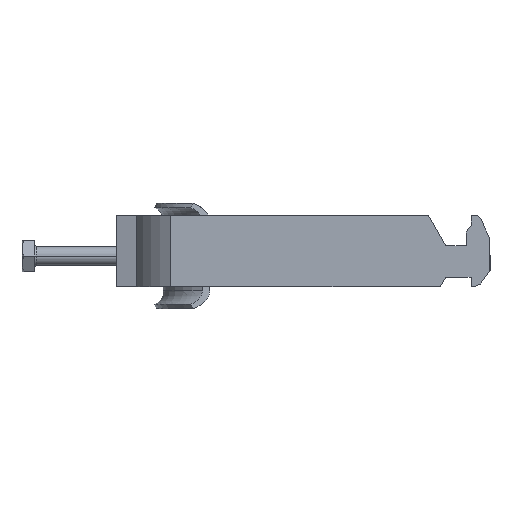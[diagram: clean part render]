
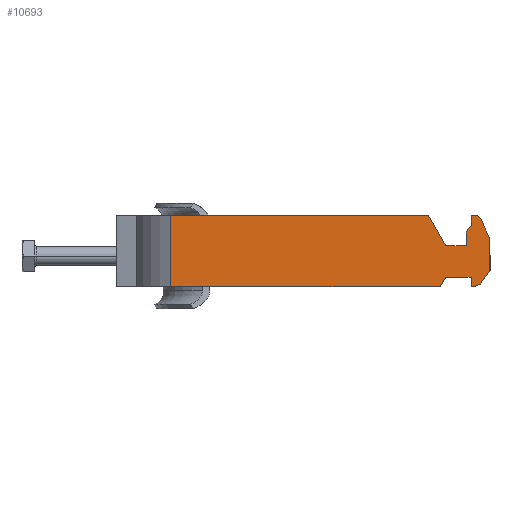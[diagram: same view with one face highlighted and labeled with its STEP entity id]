
A CAD part, left-side view. The second image highlights one B-rep face of the part: STEP entity #10693.
In plain terms, the highlighted planar face has unit normal (-1, 0, 0).
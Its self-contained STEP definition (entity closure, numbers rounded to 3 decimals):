
#46 = LINE ( 'NONE', #7419, #4250 ) ;
#263 = CARTESIAN_POINT ( 'NONE',  ( -22.5, -155., -8.25 ) ) ;
#623 = LINE ( 'NONE', #8068, #2423 ) ;
#780 = LINE ( 'NONE', #7477, #6802 ) ;
#872 = CARTESIAN_POINT ( 'NONE',  ( -22.5, -118., -6.075 ) ) ;
#999 = DIRECTION ( 'NONE',  ( 0., 1., 0. ) ) ;
#1011 = DIRECTION ( 'NONE',  ( 0., -0.574, 0.819 ) ) ;
#1121 = LINE ( 'NONE', #1921, #8944 ) ;
#1401 = VERTEX_POINT ( 'NONE', #10015 ) ;
#1417 = PLANE ( 'NONE',  #7171 ) ;
#1437 = LINE ( 'NONE', #6930, #1941 ) ;
#1510 = VERTEX_POINT ( 'NONE', #3219 ) ;
#1585 = VERTEX_POINT ( 'NONE', #3461 ) ;
#1662 = CARTESIAN_POINT ( 'NONE',  ( -22.5, -115., -10.36 ) ) ;
#1921 = CARTESIAN_POINT ( 'NONE',  ( -22.5, -155., -11.25 ) ) ;
#1941 = VECTOR ( 'NONE', #4247, 1000. ) ;
#1952 = EDGE_CURVE ( 'NONE', #9929, #11775, #4003, .T. ) ;
#1956 = VECTOR ( 'NONE', #3665, 1000. ) ;
#2025 = LINE ( 'NONE', #5754, #5529 ) ;
#2197 = EDGE_CURVE ( 'NONE', #11775, #4921, #9367, .T. ) ;
#2234 = VERTEX_POINT ( 'NONE', #5823 ) ;
#2379 = CARTESIAN_POINT ( 'NONE',  ( -22.5, -17., 11.25 ) ) ;
#2383 = ORIENTED_EDGE ( 'NONE', *, *, #9323, .F. ) ;
#2384 = VECTOR ( 'NONE', #9308, 1000. ) ;
#2423 = VECTOR ( 'NONE', #5323, 1000. ) ;
#2433 = CARTESIAN_POINT ( 'NONE',  ( -22.5, -110.5, 1.75 ) ) ;
#2454 = CARTESIAN_POINT ( 'NONE',  ( -22.5, -155., 11.25 ) ) ;
#2619 = EDGE_CURVE ( 'NONE', #10646, #6699, #9410, .T. ) ;
#2850 = ORIENTED_EDGE ( 'NONE', *, *, #5937, .F. ) ;
#2852 = DIRECTION ( 'NONE',  ( 0., -0.766, -0.643 ) ) ;
#2935 = DIRECTION ( 'NONE',  ( 0., 1., 0. ) ) ;
#3006 = EDGE_CURVE ( 'NONE', #4416, #3056, #4188, .T. ) ;
#3056 = VERTEX_POINT ( 'NONE', #6128 ) ;
#3198 = VECTOR ( 'NONE', #1011, 1000. ) ;
#3219 = CARTESIAN_POINT ( 'NONE',  ( -22.5, -112., 8.25 ) ) ;
#3315 = CARTESIAN_POINT ( 'NONE',  ( -22.5, -17., 11.25 ) ) ;
#3412 = VERTEX_POINT ( 'NONE', #3871 ) ;
#3461 = CARTESIAN_POINT ( 'NONE',  ( -22.5, -112., 11.25 ) ) ;
#3599 = CARTESIAN_POINT ( 'NONE',  ( -22.5, -112., -11.25 ) ) ;
#3665 = DIRECTION ( 'NONE',  ( 0., 0., -1. ) ) ;
#3681 = ORIENTED_EDGE ( 'NONE', *, *, #6873, .F. ) ;
#3707 = EDGE_CURVE ( 'NONE', #9086, #2234, #2025, .T. ) ;
#3820 = CARTESIAN_POINT ( 'NONE',  ( -22.5, -127.556, 30.466 ) ) ;
#3871 = CARTESIAN_POINT ( 'NONE',  ( -22.5, -104., 1.75 ) ) ;
#3873 = CARTESIAN_POINT ( 'NONE',  ( -22.5, -114., 11.25 ) ) ;
#3987 = VECTOR ( 'NONE', #5139, 1000. ) ;
#4003 = LINE ( 'NONE', #7708, #11935 ) ;
#4086 = VECTOR ( 'NONE', #11105, 1000. ) ;
#4188 = LINE ( 'NONE', #8762, #7010 ) ;
#4220 = DIRECTION ( 'NONE',  ( 0., 0.914, -0.407 ) ) ;
#4247 = DIRECTION ( 'NONE',  ( 0., -0.5, -0.866 ) ) ;
#4250 = VECTOR ( 'NONE', #10053, 1000. ) ;
#4262 = LINE ( 'NONE', #9935, #2384 ) ;
#4370 = CARTESIAN_POINT ( 'NONE',  ( -22.5, -121.334, -3.739 ) ) ;
#4415 = EDGE_CURVE ( 'NONE', #4921, #9086, #4262, .T. ) ;
#4416 = VERTEX_POINT ( 'NONE', #2433 ) ;
#4449 = VECTOR ( 'NONE', #4220, 1000. ) ;
#4563 = CARTESIAN_POINT ( 'NONE',  ( -22.5, -155., 1.75 ) ) ;
#4651 = ORIENTED_EDGE ( 'NONE', *, *, #9952, .F. ) ;
#4678 = LINE ( 'NONE', #3820, #3198 ) ;
#4921 = VERTEX_POINT ( 'NONE', #9826 ) ;
#5028 = ORIENTED_EDGE ( 'NONE', *, *, #8699, .T. ) ;
#5139 = DIRECTION ( 'NONE',  ( 0., 0., 1. ) ) ;
#5283 = LINE ( 'NONE', #4370, #8761 ) ;
#5323 = DIRECTION ( 'NONE',  ( 0., 0., 1. ) ) ;
#5505 = VERTEX_POINT ( 'NONE', #8788 ) ;
#5529 = VECTOR ( 'NONE', #7560, 1000. ) ;
#5706 = DIRECTION ( 'NONE',  ( 0., 1., 0. ) ) ;
#5754 = CARTESIAN_POINT ( 'NONE',  ( -22.5, -155., -11.25 ) ) ;
#5823 = CARTESIAN_POINT ( 'NONE',  ( -22.5, -17., -11.25 ) ) ;
#5937 = EDGE_CURVE ( 'NONE', #3412, #4416, #8095, .T. ) ;
#6066 = EDGE_CURVE ( 'NONE', #3056, #1510, #4678, .T. ) ;
#6128 = CARTESIAN_POINT ( 'NONE',  ( -22.5, -110.5, 6.108 ) ) ;
#6156 = ORIENTED_EDGE ( 'NONE', *, *, #9908, .F. ) ;
#6215 = VECTOR ( 'NONE', #2935, 1000. ) ;
#6367 = ORIENTED_EDGE ( 'NONE', *, *, #1952, .F. ) ;
#6510 = CARTESIAN_POINT ( 'NONE',  ( -22.5, -138.313, 22.935 ) ) ;
#6659 = ORIENTED_EDGE ( 'NONE', *, *, #3006, .F. ) ;
#6699 = VERTEX_POINT ( 'NONE', #2379 ) ;
#6802 = VECTOR ( 'NONE', #2852, 1000. ) ;
#6830 = EDGE_CURVE ( 'NONE', #1510, #1585, #623, .T. ) ;
#6873 = EDGE_CURVE ( 'NONE', #2234, #6699, #9054, .T. ) ;
#6930 = CARTESIAN_POINT ( 'NONE',  ( -22.5, -112.636, -13.209 ) ) ;
#6960 = EDGE_LOOP ( 'NONE', ( #11244, #11143, #6367, #2383, #10989, #6156, #9756, #7648, #4651, #5028, #10525, #8394, #6659, #2850, #11075, #7484, #3681, #11620 ) ) ;
#7010 = VECTOR ( 'NONE', #7045, 1000. ) ;
#7045 = DIRECTION ( 'NONE',  ( 0., 0., 1. ) ) ;
#7074 = CARTESIAN_POINT ( 'NONE',  ( -22.5, -156.412, 8.078 ) ) ;
#7086 = DIRECTION ( 'NONE',  ( 1., 0., 0. ) ) ;
#7171 = AXIS2_PLACEMENT_3D ( 'NONE', #2454, #7086, #7938 ) ;
#7419 = CARTESIAN_POINT ( 'NONE',  ( -22.5, -155., 11.25 ) ) ;
#7477 = CARTESIAN_POINT ( 'NONE',  ( -22.5, -138.06, -8.939 ) ) ;
#7484 = ORIENTED_EDGE ( 'NONE', *, *, #2619, .T. ) ;
#7560 = DIRECTION ( 'NONE',  ( 0., 1., 0. ) ) ;
#7648 = ORIENTED_EDGE ( 'NONE', *, *, #10172, .F. ) ;
#7708 = CARTESIAN_POINT ( 'NONE',  ( -22.5, -112., 11.25 ) ) ;
#7898 = DIRECTION ( 'NONE',  ( 0., -0.407, -0.914 ) ) ;
#7938 = DIRECTION ( 'NONE',  ( 0., 1., 0. ) ) ;
#8056 = LINE ( 'NONE', #7074, #4449 ) ;
#8059 = VECTOR ( 'NONE', #10973, 1000. ) ;
#8068 = CARTESIAN_POINT ( 'NONE',  ( -22.5, -112., 11.25 ) ) ;
#8095 = LINE ( 'NONE', #4563, #8059 ) ;
#8319 = EDGE_CURVE ( 'NONE', #10627, #1401, #8056, .T. ) ;
#8394 = ORIENTED_EDGE ( 'NONE', *, *, #6066, .F. ) ;
#8441 = CARTESIAN_POINT ( 'NONE',  ( -22.5, -112., -8.25 ) ) ;
#8690 = VERTEX_POINT ( 'NONE', #9934 ) ;
#8699 = EDGE_CURVE ( 'NONE', #9358, #1585, #46, .T. ) ;
#8761 = VECTOR ( 'NONE', #7898, 1000. ) ;
#8762 = CARTESIAN_POINT ( 'NONE',  ( -22.5, -110.5, 11.25 ) ) ;
#8788 = CARTESIAN_POINT ( 'NONE',  ( -22.5, -118., 3.75 ) ) ;
#8944 = VECTOR ( 'NONE', #5706, 1000. ) ;
#9054 = LINE ( 'NONE', #3315, #3987 ) ;
#9086 = VERTEX_POINT ( 'NONE', #11581 ) ;
#9308 = DIRECTION ( 'NONE',  ( 0., 0.5, -0.866 ) ) ;
#9323 = EDGE_CURVE ( 'NONE', #1401, #9929, #1121, .T. ) ;
#9353 = CARTESIAN_POINT ( 'NONE',  ( -22.5, -155., 11.25 ) ) ;
#9358 = VERTEX_POINT ( 'NONE', #3873 ) ;
#9367 = LINE ( 'NONE', #263, #9916 ) ;
#9376 = DIRECTION ( 'NONE',  ( 0., 0., 1. ) ) ;
#9410 = LINE ( 'NONE', #9353, #6215 ) ;
#9544 = VERTEX_POINT ( 'NONE', #872 ) ;
#9756 = ORIENTED_EDGE ( 'NONE', *, *, #11193, .F. ) ;
#9826 = CARTESIAN_POINT ( 'NONE',  ( -22.5, -104., -8.25 ) ) ;
#9834 = FACE_OUTER_BOUND ( 'NONE', #6960, .T. ) ;
#9893 = CARTESIAN_POINT ( 'NONE',  ( -22.5, -98.515, 11.25 ) ) ;
#9908 = EDGE_CURVE ( 'NONE', #9544, #10627, #11046, .T. ) ;
#9916 = VECTOR ( 'NONE', #999, 1000. ) ;
#9929 = VERTEX_POINT ( 'NONE', #3599 ) ;
#9934 = CARTESIAN_POINT ( 'NONE',  ( -22.5, -115.055, 10.365 ) ) ;
#9935 = CARTESIAN_POINT ( 'NONE',  ( -22.5, -125.194, 28.459 ) ) ;
#9952 = EDGE_CURVE ( 'NONE', #9358, #8690, #780, .T. ) ;
#10015 = CARTESIAN_POINT ( 'NONE',  ( -22.5, -113., -11.25 ) ) ;
#10053 = DIRECTION ( 'NONE',  ( 0., 1., 0. ) ) ;
#10113 = EDGE_CURVE ( 'NONE', #10646, #3412, #1437, .T. ) ;
#10172 = EDGE_CURVE ( 'NONE', #8690, #5505, #5283, .T. ) ;
#10246 = LINE ( 'NONE', #12030, #1956 ) ;
#10525 = ORIENTED_EDGE ( 'NONE', *, *, #6830, .F. ) ;
#10627 = VERTEX_POINT ( 'NONE', #1662 ) ;
#10646 = VERTEX_POINT ( 'NONE', #9893 ) ;
#10693 = ADVANCED_FACE ( 'NONE', ( #9834 ), #1417, .F. ) ;
#10973 = DIRECTION ( 'NONE',  ( 0., -1., 0. ) ) ;
#10989 = ORIENTED_EDGE ( 'NONE', *, *, #8319, .F. ) ;
#11046 = LINE ( 'NONE', #6510, #4086 ) ;
#11075 = ORIENTED_EDGE ( 'NONE', *, *, #10113, .F. ) ;
#11105 = DIRECTION ( 'NONE',  ( 0., 0.574, -0.819 ) ) ;
#11143 = ORIENTED_EDGE ( 'NONE', *, *, #2197, .F. ) ;
#11193 = EDGE_CURVE ( 'NONE', #5505, #9544, #10246, .T. ) ;
#11244 = ORIENTED_EDGE ( 'NONE', *, *, #4415, .F. ) ;
#11581 = CARTESIAN_POINT ( 'NONE',  ( -22.5, -102.268, -11.25 ) ) ;
#11620 = ORIENTED_EDGE ( 'NONE', *, *, #3707, .F. ) ;
#11775 = VERTEX_POINT ( 'NONE', #8441 ) ;
#11935 = VECTOR ( 'NONE', #9376, 1000. ) ;
#12030 = CARTESIAN_POINT ( 'NONE',  ( -22.5, -118., 11.25 ) ) ;
